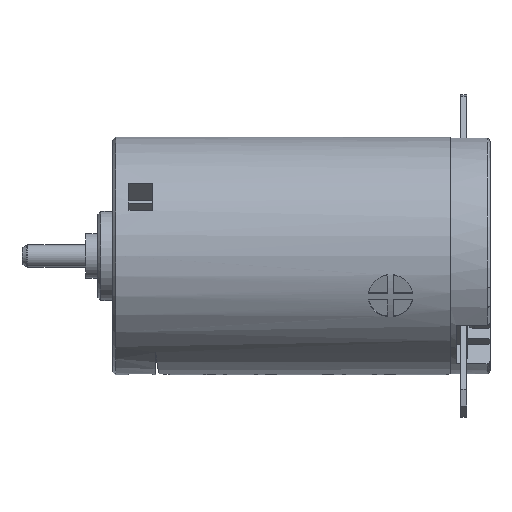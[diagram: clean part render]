
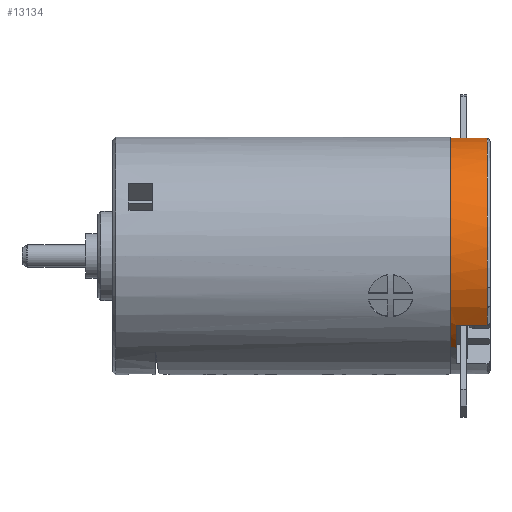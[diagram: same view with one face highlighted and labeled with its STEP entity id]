
A CAD part, top view. The second image highlights one B-rep face of the part: STEP entity #13134.
In plain terms, the highlighted cylindrical face has radius 7.95 mm (diameter 15.9 mm), a partial arc.
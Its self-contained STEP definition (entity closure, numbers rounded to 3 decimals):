
#702=CARTESIAN_POINT('',(21.32,0.,0.));
#703=DIRECTION('',(1.,0.,0.));
#704=DIRECTION('',(0.,0.998,-0.067));
#705=AXIS2_PLACEMENT_3D('',#702,#703,#704);
#717=CARTESIAN_POINT('',(21.72,0.,0.));
#718=DIRECTION('',(1.,0.,0.));
#719=DIRECTION('',(0.,-0.589,0.808));
#720=AXIS2_PLACEMENT_3D('',#717,#718,#719);
#725=CARTESIAN_POINT('',(21.72,0.,0.));
#726=DIRECTION('',(1.,0.,0.));
#727=DIRECTION('',(0.,0.777,-0.629));
#728=AXIS2_PLACEMENT_3D('',#725,#726,#727);
#733=CARTESIAN_POINT('',(23.8,0.,0.));
#734=DIRECTION('',(-1.,0.,0.));
#735=DIRECTION('',(0.,-0.589,0.808));
#736=AXIS2_PLACEMENT_3D('',#733,#734,#735);
#759=CARTESIAN_POINT('',(23.8,7.259,-3.241));
#780=DIRECTION('',(-1.,0.,0.));
#781=VECTOR('',#780,2.08);
#782=CARTESIAN_POINT('',(23.8,7.259,-3.241));
#783=LINE('',#782,#781);
#1142=CARTESIAN_POINT('',(21.32,0.,0.));
#1143=DIRECTION('',(1.,0.,0.));
#1144=DIRECTION('',(0.,0.95,-0.312));
#1145=AXIS2_PLACEMENT_3D('',#1142,#1143,#1144);
#1341=DIRECTION('',(-1.,0.,0.));
#1342=VECTOR('',#1341,0.4);
#1343=CARTESIAN_POINT('',(21.72,6.178,-5.003));
#1344=LINE('',#1343,#1342);
#1348=DIRECTION('',(-1.,0.,0.));
#1349=VECTOR('',#1348,0.4);
#1350=CARTESIAN_POINT('',(21.72,-6.178,5.003));
#1351=LINE('',#1350,#1349);
#4316=CARTESIAN_POINT('',(23.8,-4.679,6.427));
#4345=DIRECTION('',(1.,0.,0.));
#4346=VECTOR('',#4345,2.08);
#4347=CARTESIAN_POINT('',(21.72,-4.679,6.427));
#4348=LINE('',#4347,#4346);
#8654=CARTESIAN_POINT('',(21.32,0.,0.));
#8655=DIRECTION('',(1.,0.,0.));
#8656=DIRECTION('',(0.,0.,1.));
#8657=AXIS2_PLACEMENT_3D('',#8654,#8655,#8656);
#8705=CARTESIAN_POINT('',(21.32,0.,0.));
#8706=DIRECTION('',(1.,0.,0.));
#8707=DIRECTION('',(0.,0.777,-0.629));
#8708=AXIS2_PLACEMENT_3D('',#8705,#8706,#8707);
#11321=CARTESIAN_POINT('',(21.72,6.178,-5.003));
#11322=CARTESIAN_POINT('',(21.72,7.259,-3.241));
#11323=VERTEX_POINT('',#11321);
#11324=VERTEX_POINT('',#11322);
#11325=CARTESIAN_POINT('',(21.72,-4.679,6.427));
#11326=CARTESIAN_POINT('',(21.72,-6.178,5.003));
#11327=VERTEX_POINT('',#11325);
#11328=VERTEX_POINT('',#11326);
#11767=CARTESIAN_POINT('',(21.32,7.553,-2.481));
#11769=VERTEX_POINT('',#11767);
#11771=CARTESIAN_POINT('',(21.32,7.932,-0.53));
#11773=VERTEX_POINT('',#11771);
#11790=CARTESIAN_POINT('',(21.32,6.178,-5.003));
#11791=VERTEX_POINT('',#11790);
#11792=CARTESIAN_POINT('',(21.32,0.,7.95));
#11793=VERTEX_POINT('',#11792);
#11802=CARTESIAN_POINT('',(21.32,-6.178,5.003));
#11803=VERTEX_POINT('',#11802);
#12961=VERTEX_POINT('',#759);
#12964=VERTEX_POINT('',#4316);
#13106=CARTESIAN_POINT('',(19.9,0.,0.));
#13107=DIRECTION('',(1.,0.,0.));
#13108=DIRECTION('',(0.,-0.777,0.629));
#13109=AXIS2_PLACEMENT_3D('',#13106,#13107,#13108);
#13110=CYLINDRICAL_SURFACE('',#13109,7.95);
#13112=ORIENTED_EDGE('',*,*,#13111,.F.);
#13114=ORIENTED_EDGE('',*,*,#13113,.F.);
#13116=ORIENTED_EDGE('',*,*,#13115,.T.);
#13118=ORIENTED_EDGE('',*,*,#13117,.T.);
#13120=ORIENTED_EDGE('',*,*,#13119,.F.);
#13121=ORIENTED_EDGE('',*,*,#13096,.F.);
#13123=ORIENTED_EDGE('',*,*,#13122,.F.);
#13125=ORIENTED_EDGE('',*,*,#13124,.F.);
#13127=ORIENTED_EDGE('',*,*,#13126,.F.);
#13129=ORIENTED_EDGE('',*,*,#13128,.T.);
#13131=ORIENTED_EDGE('',*,*,#13130,.F.);
#13132=EDGE_LOOP('',(#13112,#13114,#13116,#13118,#13120,#13121,#13123,#13125,
#13127,#13129,#13131));
#13133=FACE_OUTER_BOUND('',#13132,.F.);
#13134=ADVANCED_FACE('',(#13133),#13110,.T.);
#706=CIRCLE('',#705,7.95);
#721=CIRCLE('',#720,7.95);
#729=CIRCLE('',#728,7.95);
#737=CIRCLE('',#736,7.95);
#1146=CIRCLE('',#1145,7.95);
#8658=CIRCLE('',#8657,7.95);
#8709=CIRCLE('',#8708,7.95);
#13096=EDGE_CURVE('',#11773,#11793,#706,.T.);
#13111=EDGE_CURVE('',#12964,#12961,#737,.T.);
#13113=EDGE_CURVE('',#11327,#12964,#4348,.T.);
#13115=EDGE_CURVE('',#11327,#11328,#721,.T.);
#13117=EDGE_CURVE('',#11328,#11803,#1351,.T.);
#13119=EDGE_CURVE('',#11793,#11803,#8658,.T.);
#13122=EDGE_CURVE('',#11769,#11773,#1146,.T.);
#13124=EDGE_CURVE('',#11791,#11769,#8709,.T.);
#13126=EDGE_CURVE('',#11323,#11791,#1344,.T.);
#13128=EDGE_CURVE('',#11323,#11324,#729,.T.);
#13130=EDGE_CURVE('',#12961,#11324,#783,.T.);
